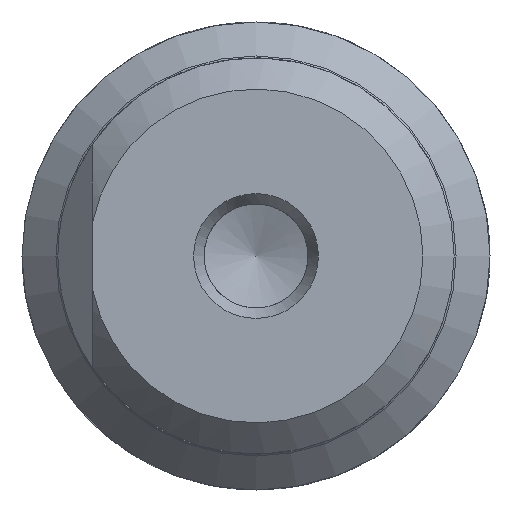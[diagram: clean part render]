
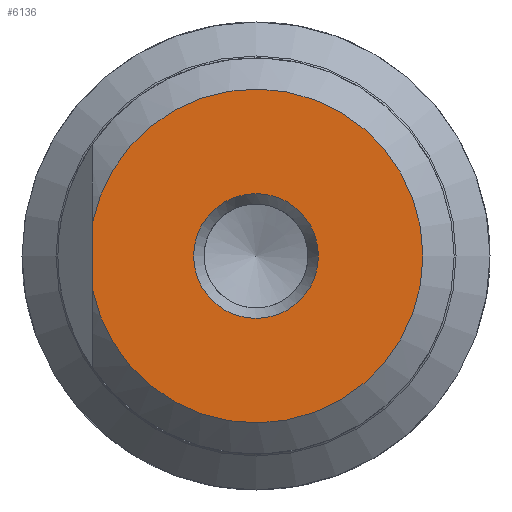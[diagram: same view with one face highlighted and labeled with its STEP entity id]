
A CAD part, left-side view. The second image highlights one B-rep face of the part: STEP entity #6136.
In plain terms, the highlighted planar face has unit normal (-1, 0, 0).
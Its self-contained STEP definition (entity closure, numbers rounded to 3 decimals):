
#100 = CARTESIAN_POINT ( 'NONE',  ( -147.5, 7.875, -1.544 ) ) ;
#219 = FACE_BOUND ( 'NONE', #5633, .T. ) ;
#861 = EDGE_CURVE ( 'NONE', #20447, #20447, #19615, .T. ) ;
#1081 = EDGE_CURVE ( 'NONE', #18701, #18780, #17356, .T. ) ;
#1172 = EDGE_LOOP ( 'NONE', ( #1794, #18757 ) ) ;
#1794 = ORIENTED_EDGE ( 'NONE', *, *, #8378, .F. ) ;
#2169 = DIRECTION ( 'NONE',  ( 0., 1., 0. ) ) ;
#4028 = DIRECTION ( 'NONE',  ( -1., 0., 0. ) ) ;
#4314 = AXIS2_PLACEMENT_3D ( 'NONE', #12284, #19289, #2169 ) ;
#4752 = FACE_OUTER_BOUND ( 'NONE', #1172, .T. ) ;
#5633 = EDGE_LOOP ( 'NONE', ( #14119 ) ) ;
#6136 = ADVANCED_FACE ( 'NONE', ( #4752, #219 ), #10930, .T. ) ;
#6515 = CARTESIAN_POINT ( 'NONE',  ( -147.5, 7.875, 1.544 ) ) ;
#6568 = CARTESIAN_POINT ( 'NONE',  ( -147.5, 0., 0. ) ) ;
#8298 = VECTOR ( 'NONE', #12634, 1000. ) ;
#8378 = EDGE_CURVE ( 'NONE', #18780, #18701, #10467, .T. ) ;
#8998 = CARTESIAN_POINT ( 'NONE',  ( -147.5, 3., 0. ) ) ;
#10467 = LINE ( 'NONE', #16024, #8298 ) ;
#10930 = PLANE ( 'NONE',  #15547 ) ;
#12284 = CARTESIAN_POINT ( 'NONE',  ( -147.5, 0., 0. ) ) ;
#12634 = DIRECTION ( 'NONE',  ( 0., 0., 1. ) ) ;
#13354 = DIRECTION ( 'NONE',  ( 1., 0., 0. ) ) ;
#14119 = ORIENTED_EDGE ( 'NONE', *, *, #861, .T. ) ;
#15547 = AXIS2_PLACEMENT_3D ( 'NONE', #8998, #4028, #17813 ) ;
#16024 = CARTESIAN_POINT ( 'NONE',  ( -147.5, 7.875, -11.25 ) ) ;
#17280 = CARTESIAN_POINT ( 'NONE',  ( -147.5, 3., 0. ) ) ;
#17356 = CIRCLE ( 'NONE', #4314, 8.025 ) ;
#17813 = DIRECTION ( 'NONE',  ( 0., -1., 0. ) ) ;
#18642 = DIRECTION ( 'NONE',  ( 0., 1., 0. ) ) ;
#18701 = VERTEX_POINT ( 'NONE', #6515 ) ;
#18757 = ORIENTED_EDGE ( 'NONE', *, *, #1081, .F. ) ;
#18780 = VERTEX_POINT ( 'NONE', #100 ) ;
#19289 = DIRECTION ( 'NONE',  ( 1., 0., 0. ) ) ;
#19615 = CIRCLE ( 'NONE', #22106, 3. ) ;
#20447 = VERTEX_POINT ( 'NONE', #17280 ) ;
#22106 = AXIS2_PLACEMENT_3D ( 'NONE', #6568, #13354, #18642 ) ;
